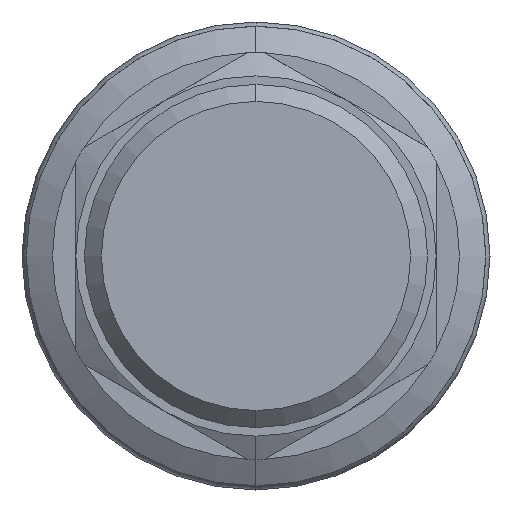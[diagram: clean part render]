
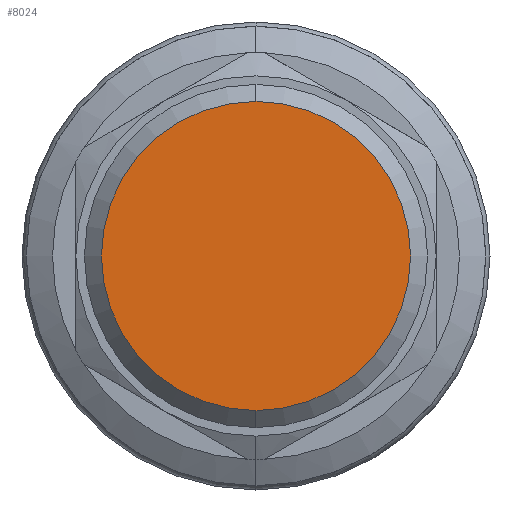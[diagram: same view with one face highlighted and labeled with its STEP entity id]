
A CAD part, left-side view. The second image highlights one B-rep face of the part: STEP entity #8024.
In plain terms, the highlighted planar face has unit normal (-1, 0, 0).
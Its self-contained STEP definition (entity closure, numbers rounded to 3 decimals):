
#3224 = EDGE_CURVE ( 'NONE', #19736, #8664, #20303, .T. ) ;
#6822 = CARTESIAN_POINT ( 'NONE',  ( -45.485, 0., -13.6 ) ) ;
#8024 = ADVANCED_FACE ( 'NONE', ( #19936 ), #23762, .F. ) ;
#8445 = DIRECTION ( 'NONE',  ( 0., 0., -1. ) ) ;
#8664 = VERTEX_POINT ( 'NONE', #24772 ) ;
#10235 = DIRECTION ( 'NONE',  ( -1., 0., 0. ) ) ;
#10551 = CARTESIAN_POINT ( 'NONE',  ( -45.485, 0., 0. ) ) ;
#12117 = CIRCLE ( 'NONE', #13637, 13.6 ) ;
#13637 = AXIS2_PLACEMENT_3D ( 'NONE', #16816, #10235, #27871 ) ;
#14968 = EDGE_CURVE ( 'NONE', #8664, #19736, #12117, .T. ) ;
#16816 = CARTESIAN_POINT ( 'NONE',  ( -45.485, 0., 0. ) ) ;
#17605 = DIRECTION ( 'NONE',  ( 0., 0., 1. ) ) ;
#17702 = CARTESIAN_POINT ( 'NONE',  ( -45.485, 0., 0. ) ) ;
#19736 = VERTEX_POINT ( 'NONE', #6822 ) ;
#19936 = FACE_OUTER_BOUND ( 'NONE', #23094, .T. ) ;
#20122 = AXIS2_PLACEMENT_3D ( 'NONE', #10551, #23669, #8445 ) ;
#20226 = AXIS2_PLACEMENT_3D ( 'NONE', #17702, #23948, #17605 ) ;
#20303 = CIRCLE ( 'NONE', #20226, 13.6 ) ;
#21521 = ORIENTED_EDGE ( 'NONE', *, *, #3224, .T. ) ;
#23094 = EDGE_LOOP ( 'NONE', ( #21521, #25337 ) ) ;
#23669 = DIRECTION ( 'NONE',  ( 1., 0., 0. ) ) ;
#23762 = PLANE ( 'NONE',  #20122 ) ;
#23948 = DIRECTION ( 'NONE',  ( -1., 0., 0. ) ) ;
#24772 = CARTESIAN_POINT ( 'NONE',  ( -45.485, 0., 13.6 ) ) ;
#25337 = ORIENTED_EDGE ( 'NONE', *, *, #14968, .T. ) ;
#27871 = DIRECTION ( 'NONE',  ( 0., 0., 1. ) ) ;
